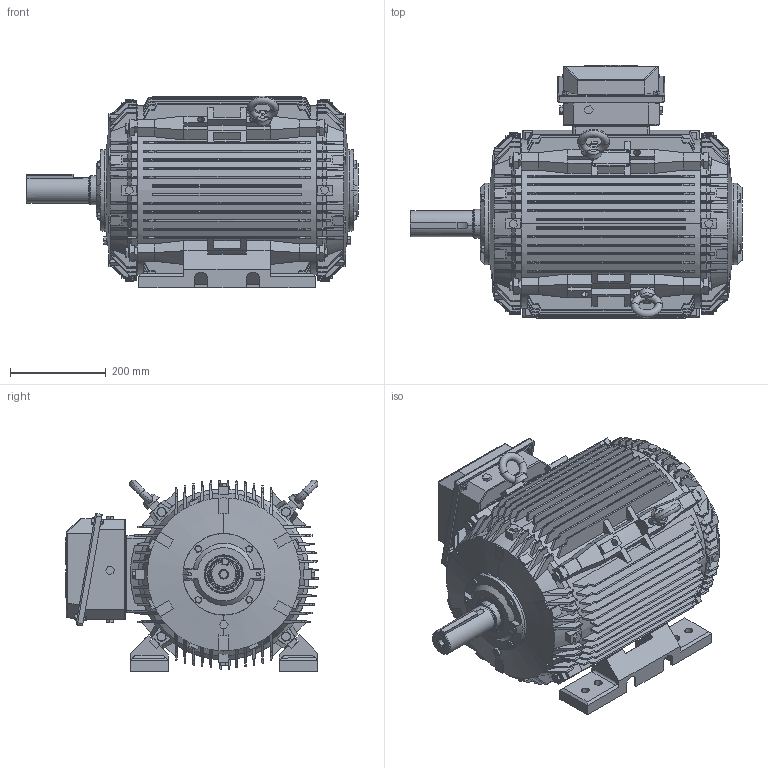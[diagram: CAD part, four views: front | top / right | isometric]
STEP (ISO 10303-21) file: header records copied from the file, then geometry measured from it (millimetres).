
FILE_DESCRIPTION (( 'STEP AP203' ), '1' );
FILE_NAME ('TFCR 326T 外形图F1-三电压冷却塔TEAO.STEP', '2024-08-23T08:04:07', ( '' ), ( '' ), 'SwSTEP 2.0', 'SolidWorks 2016', '' );
FILE_SCHEMA (( 'CONFIG_CONTROL_DESIGN' ));
Length unit declared in the file: millimetre
Products named in the file (24): TFC320T-座  -冷却塔; TC 200 粣創俋裔DE; 蚐猾60-80-8; 呿蹋齬阨概; 12; TC 200 葆德端盖加工（冷却塔）-不带注油孔; 6312; M12-40; M8-20; 326 T转轴-冷却塔-TEAO; NEMA324(6)T  菁褐; 320T-360T諉盄碟釱菜; 裂遠M16; TC 200 粣創俋裔躇猾; NEMA 320諉盄碟釱﹜裔菜; M8-65; TFCR 326T 外形图F1-三电压冷却塔TEAO; 320T す瑩; TFC 326T 转子-冷却塔-TEAO; 320T-裔; 320T装配体-冷却塔; hexagon head bolts-full thread gb_GB_FASTENER_BOLT_STBAB A M10X45-N; TC 200L B5 儂釱; TC 200 粣創囀裔
Assembly tree (60 placements, depth 3):
  TFCR 326T 外形图F1-三电压冷却塔TEAO
    TC 200 粣創囀裔  x2
    TC 200 粣創俋裔DE
    M12-40  x4
    12  x4
    M8-65  x4
    蚐猾60-80-8
    裂遠M16  x2
    320T装配体-冷却塔
      TFC320T-座  -冷却塔
      320T-裔
      NEMA 320諉盄碟釱﹜裔菜
      M8-20  x4
      呿蹋齬阨概  x4
    320T-360T諉盄碟釱菜
    TC 200 葆德端盖加工（冷却塔）-不带注油孔  x2
    呿蹋齬阨概  x10
    TC 200 粣創俋裔躇猾
    hexagon head bolts-full thread gb_GB_FASTENER_BOLT_STBAB A M10X45-N  x8
    TC 200L B5 儂釱
    TFC 326T 转子-冷却塔-TEAO
      326 T转轴-冷却塔-TEAO
      6312  x2
    NEMA324(6)T  菁褐  x2
    320T す瑩
Bounding box: 692.1 x 528.17 x 399.88 mm (x, y, z)
Volume: 14682706.8 mm3; surface area: 3688172.9 mm2
Topology: 62 solids, 62 shells, 4400 faces, 12234 edges, 7978 vertices
Faces by surface type: plane 2208, cylinder 1097, cone 633, torus 224, bspline 170, sphere 68
Entity records: 113555 total; most frequent: CARTESIAN_POINT 37616, ORIENTED_EDGE 15956, DIRECTION 13980, EDGE_CURVE 7978, VERTEX_POINT 5230, AXIS2_PLACEMENT_3D 4926, LINE 4128, VECTOR 4128
